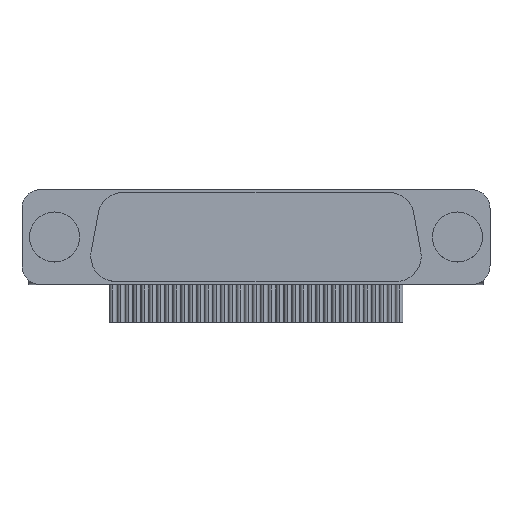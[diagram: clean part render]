
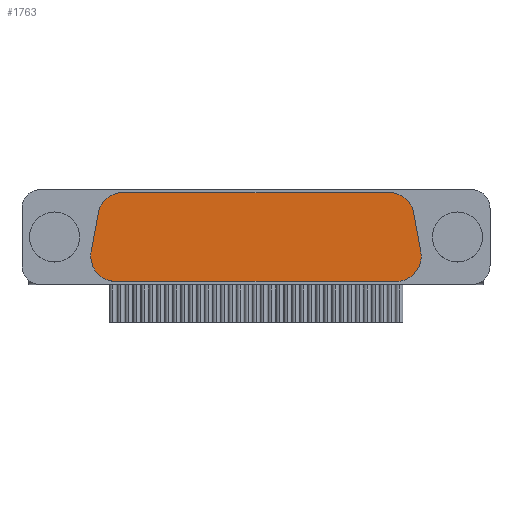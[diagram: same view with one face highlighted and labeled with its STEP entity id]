
A CAD part, top view. The second image highlights one B-rep face of the part: STEP entity #1763.
In plain terms, the highlighted planar face has unit normal (0, 0, 1).
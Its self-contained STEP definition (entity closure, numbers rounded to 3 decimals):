
#273 = FACE_OUTER_BOUND ( 'NONE', #11174, .T. ) ;
#393 = PLANE ( 'NONE',  #6914 ) ;
#686 = CARTESIAN_POINT ( 'NONE',  ( -11.204, 2.25, 7. ) ) ;
#723 = DIRECTION ( 'NONE',  ( 1., 0., 0. ) ) ;
#1166 = AXIS2_PLACEMENT_3D ( 'NONE', #686, #1551, #11738 ) ;
#1202 = DIRECTION ( 'NONE',  ( 0., 0., 1. ) ) ;
#1469 = VECTOR ( 'NONE', #3351, 1000. ) ;
#1551 = DIRECTION ( 'NONE',  ( 0., 0., 1. ) ) ;
#1763 = ADVANCED_FACE ( 'NONE', ( #273 ), #393, .T. ) ;
#1963 = CARTESIAN_POINT ( 'NONE',  ( -13.204, 2.25, 7. ) ) ;
#2063 = VECTOR ( 'NONE', #6084, 1000. ) ;
#2117 = DIRECTION ( 'NONE',  ( 1., 0., 0. ) ) ;
#2160 = LINE ( 'NONE', #3076, #2063 ) ;
#2265 = CARTESIAN_POINT ( 'NONE',  ( -12.31, 7.35, 7. ) ) ;
#2309 = CIRCLE ( 'NONE', #12968, 2. ) ;
#2325 = CARTESIAN_POINT ( 'NONE',  ( 0., 0., 7. ) ) ;
#2443 = EDGE_CURVE ( 'NONE', #5930, #10741, #4829, .T. ) ;
#2679 = DIRECTION ( 'NONE',  ( 1., 0., 0. ) ) ;
#3076 = CARTESIAN_POINT ( 'NONE',  ( -12.31, 7.35, 7. ) ) ;
#3163 = EDGE_CURVE ( 'NONE', #10950, #5930, #5785, .T. ) ;
#3329 = EDGE_CURVE ( 'NONE', #10741, #3714, #9776, .T. ) ;
#3351 = DIRECTION ( 'NONE',  ( -0.179, 0.984, 0. ) ) ;
#3414 = CARTESIAN_POINT ( 'NONE',  ( -11.204, 0.25, 7. ) ) ;
#3588 = ORIENTED_EDGE ( 'NONE', *, *, #6357, .T. ) ;
#3714 = VERTEX_POINT ( 'NONE', #9515 ) ;
#3740 = AXIS2_PLACEMENT_3D ( 'NONE', #5248, #5629, #5503 ) ;
#4173 = DIRECTION ( 'NONE',  ( 1., 0., 0. ) ) ;
#4242 = DIRECTION ( 'NONE',  ( -1., 0., 0. ) ) ;
#4321 = LINE ( 'NONE', #12328, #1469 ) ;
#4829 = LINE ( 'NONE', #12757, #5832 ) ;
#5186 = DIRECTION ( 'NONE',  ( 1., 0., 0. ) ) ;
#5248 = CARTESIAN_POINT ( 'NONE',  ( -10.641, 5.35, 7. ) ) ;
#5503 = DIRECTION ( 'NONE',  ( 1., 0., 0. ) ) ;
#5550 = VERTEX_POINT ( 'NONE', #12036 ) ;
#5629 = DIRECTION ( 'NONE',  ( 0., 0., 1. ) ) ;
#5684 = AXIS2_PLACEMENT_3D ( 'NONE', #5910, #9710, #723 ) ;
#5710 = ORIENTED_EDGE ( 'NONE', *, *, #3329, .T. ) ;
#5785 = CIRCLE ( 'NONE', #1166, 2. ) ;
#5832 = VECTOR ( 'NONE', #2679, 1000. ) ;
#5910 = CARTESIAN_POINT ( 'NONE',  ( -11.204, 2.25, 7. ) ) ;
#5930 = VERTEX_POINT ( 'NONE', #3414 ) ;
#6084 = DIRECTION ( 'NONE',  ( -0.179, -0.984, 0. ) ) ;
#6357 = EDGE_CURVE ( 'NONE', #7327, #5550, #2309, .T. ) ;
#6914 = AXIS2_PLACEMENT_3D ( 'NONE', #2325, #8332, #5186 ) ;
#7089 = ORIENTED_EDGE ( 'NONE', *, *, #12777, .T. ) ;
#7113 = DIRECTION ( 'NONE',  ( 0., 0., 1. ) ) ;
#7327 = VERTEX_POINT ( 'NONE', #9270 ) ;
#7368 = ORIENTED_EDGE ( 'NONE', *, *, #3163, .T. ) ;
#7497 = CARTESIAN_POINT ( 'NONE',  ( -10.641, 7.35, 7. ) ) ;
#7726 = EDGE_CURVE ( 'NONE', #9977, #10387, #10636, .T. ) ;
#7789 = CIRCLE ( 'NONE', #5684, 2. ) ;
#8195 = VERTEX_POINT ( 'NONE', #10733 ) ;
#8264 = ORIENTED_EDGE ( 'NONE', *, *, #2443, .T. ) ;
#8332 = DIRECTION ( 'NONE',  ( 0., 0., 1. ) ) ;
#8350 = LINE ( 'NONE', #2265, #9440 ) ;
#8617 = EDGE_CURVE ( 'NONE', #5550, #9977, #8350, .T. ) ;
#8759 = EDGE_CURVE ( 'NONE', #8195, #10950, #7789, .T. ) ;
#9270 = CARTESIAN_POINT ( 'NONE',  ( 12.608, 5.708, 7. ) ) ;
#9440 = VECTOR ( 'NONE', #4242, 1000. ) ;
#9515 = CARTESIAN_POINT ( 'NONE',  ( 13.172, 2.608, 7. ) ) ;
#9710 = DIRECTION ( 'NONE',  ( 0., 0., 1. ) ) ;
#9776 = CIRCLE ( 'NONE', #12314, 2. ) ;
#9883 = ORIENTED_EDGE ( 'NONE', *, *, #11045, .T. ) ;
#9977 = VERTEX_POINT ( 'NONE', #7497 ) ;
#10133 = ORIENTED_EDGE ( 'NONE', *, *, #8759, .T. ) ;
#10387 = VERTEX_POINT ( 'NONE', #12775 ) ;
#10532 = ORIENTED_EDGE ( 'NONE', *, *, #8617, .T. ) ;
#10636 = CIRCLE ( 'NONE', #3740, 2. ) ;
#10733 = CARTESIAN_POINT ( 'NONE',  ( -13.172, 2.608, 7. ) ) ;
#10741 = VERTEX_POINT ( 'NONE', #12028 ) ;
#10950 = VERTEX_POINT ( 'NONE', #1963 ) ;
#11045 = EDGE_CURVE ( 'NONE', #10387, #8195, #2160, .T. ) ;
#11121 = CARTESIAN_POINT ( 'NONE',  ( 11.204, 2.25, 7. ) ) ;
#11174 = EDGE_LOOP ( 'NONE', ( #10532, #12055, #9883, #10133, #7368, #8264, #5710, #7089, #3588 ) ) ;
#11738 = DIRECTION ( 'NONE',  ( 1., 0., 0. ) ) ;
#11912 = CARTESIAN_POINT ( 'NONE',  ( 10.641, 5.35, 7. ) ) ;
#12028 = CARTESIAN_POINT ( 'NONE',  ( 11.204, 0.25, 7. ) ) ;
#12036 = CARTESIAN_POINT ( 'NONE',  ( 10.641, 7.35, 7. ) ) ;
#12055 = ORIENTED_EDGE ( 'NONE', *, *, #7726, .T. ) ;
#12314 = AXIS2_PLACEMENT_3D ( 'NONE', #11121, #1202, #4173 ) ;
#12328 = CARTESIAN_POINT ( 'NONE',  ( 12.31, 7.35, 7. ) ) ;
#12757 = CARTESIAN_POINT ( 'NONE',  ( -13.6, 0.25, 7. ) ) ;
#12775 = CARTESIAN_POINT ( 'NONE',  ( -12.608, 5.708, 7. ) ) ;
#12777 = EDGE_CURVE ( 'NONE', #3714, #7327, #4321, .T. ) ;
#12968 = AXIS2_PLACEMENT_3D ( 'NONE', #11912, #7113, #2117 ) ;
